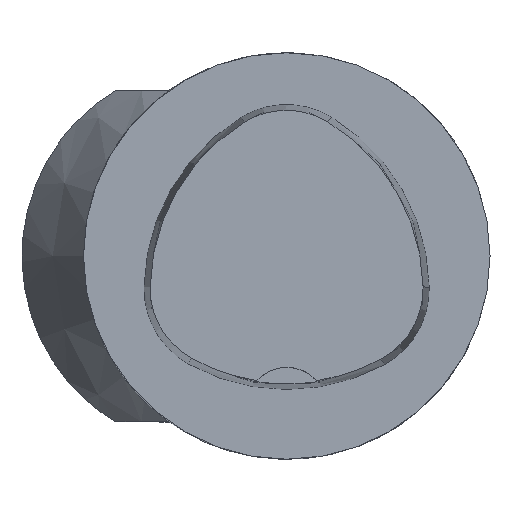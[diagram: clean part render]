
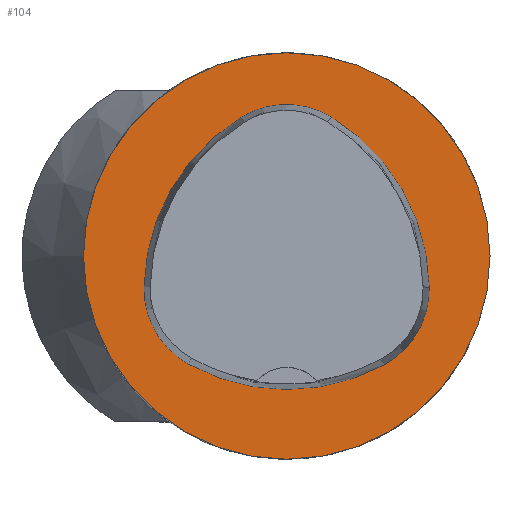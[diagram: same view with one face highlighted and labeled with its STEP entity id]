
A CAD part, top view. The second image highlights one B-rep face of the part: STEP entity #104.
In plain terms, the highlighted planar face has unit normal (0, 0, 1).
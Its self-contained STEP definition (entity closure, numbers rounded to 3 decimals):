
#104=ADVANCED_FACE('',(#195,#196),#137,.T.);
#137=PLANE('',#668);
#195=FACE_BOUND('',#241,.T.);
#196=FACE_BOUND('',#242,.T.);
#241=EDGE_LOOP('',(#354,#355,#356,#357,#358,#359));
#242=EDGE_LOOP('',(#360));
#354=ORIENTED_EDGE('',*,*,#535,.T.);
#355=ORIENTED_EDGE('',*,*,#515,.T.);
#356=ORIENTED_EDGE('',*,*,#519,.T.);
#357=ORIENTED_EDGE('',*,*,#522,.T.);
#358=ORIENTED_EDGE('',*,*,#525,.T.);
#359=ORIENTED_EDGE('',*,*,#533,.T.);
#360=ORIENTED_EDGE('',*,*,#504,.F.);
#447=VERTEX_POINT('',#950);
#456=VERTEX_POINT('',#1022);
#457=VERTEX_POINT('',#1023);
#460=VERTEX_POINT('',#1031);
#462=VERTEX_POINT('',#1037);
#464=VERTEX_POINT('',#1043);
#471=VERTEX_POINT('',#1064);
#504=EDGE_CURVE('',#447,#447,#564,.T.);
#515=EDGE_CURVE('',#456,#457,#567,.T.);
#519=EDGE_CURVE('',#457,#460,#569,.T.);
#522=EDGE_CURVE('',#460,#462,#571,.T.);
#525=EDGE_CURVE('',#462,#464,#573,.T.);
#533=EDGE_CURVE('',#464,#471,#577,.T.);
#535=EDGE_CURVE('',#471,#456,#579,.T.);
#564=CIRCLE('',#640,20.);
#567=CIRCLE('',#646,20.);
#569=CIRCLE('',#649,8.5);
#571=CIRCLE('',#652,20.);
#573=CIRCLE('',#655,8.5);
#577=CIRCLE('',#660,20.);
#579=CIRCLE('',#663,8.5);
#640=AXIS2_PLACEMENT_3D('',#949,#746,#747);
#646=AXIS2_PLACEMENT_3D('',#1021,#758,#759);
#649=AXIS2_PLACEMENT_3D('',#1030,#766,#767);
#652=AXIS2_PLACEMENT_3D('',#1036,#773,#774);
#655=AXIS2_PLACEMENT_3D('',#1042,#780,#781);
#660=AXIS2_PLACEMENT_3D('',#1065,#792,#793);
#663=AXIS2_PLACEMENT_3D('',#1068,#798,#799);
#668=AXIS2_PLACEMENT_3D('',#1073,#808,#809);
#746=DIRECTION('',(0.,0.,-1.));
#747=DIRECTION('',(-1.,0.,0.));
#758=DIRECTION('',(0.,0.,-1.));
#759=DIRECTION('',(-1.,0.,0.));
#766=DIRECTION('',(0.,0.,-1.));
#767=DIRECTION('',(-1.,0.,0.));
#773=DIRECTION('',(0.,0.,-1.));
#774=DIRECTION('',(-1.,0.,0.));
#780=DIRECTION('',(0.,0.,-1.));
#781=DIRECTION('',(-1.,0.,0.));
#792=DIRECTION('',(0.,0.,-1.));
#793=DIRECTION('',(-1.,0.,0.));
#798=DIRECTION('',(0.,0.,-1.));
#799=DIRECTION('',(-1.,0.,0.));
#808=DIRECTION('',(0.,0.,1.));
#809=DIRECTION('',(1.,0.,0.));
#949=CARTESIAN_POINT('',(0.,0.,0.));
#950=CARTESIAN_POINT('',(-20.,0.,0.));
#1021=CARTESIAN_POINT('',(5.955,-3.414,0.));
#1022=CARTESIAN_POINT('',(-14.041,-3.042,0.));
#1023=CARTESIAN_POINT('',(-4.472,13.653,0.));
#1030=CARTESIAN_POINT('',(-0.04,6.4,0.));
#1031=CARTESIAN_POINT('',(4.347,13.68,0.));
#1036=CARTESIAN_POINT('',(-5.976,-3.45,0.));
#1037=CARTESIAN_POINT('',(14.021,-3.075,0.));
#1042=CARTESIAN_POINT('',(5.522,-3.235,0.));
#1043=CARTESIAN_POINT('',(9.588,-10.699,0.));
#1064=CARTESIAN_POINT('',(-9.655,-10.639,0.));
#1065=CARTESIAN_POINT('',(0.022,6.864,0.));
#1068=CARTESIAN_POINT('',(-5.543,-3.2,0.));
#1073=CARTESIAN_POINT('',(0.,0.,0.));
